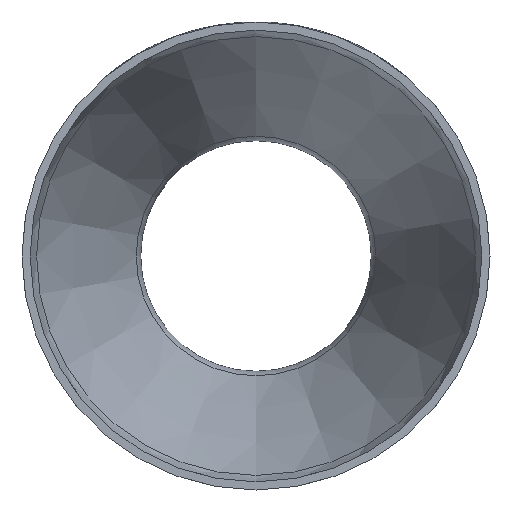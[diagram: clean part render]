
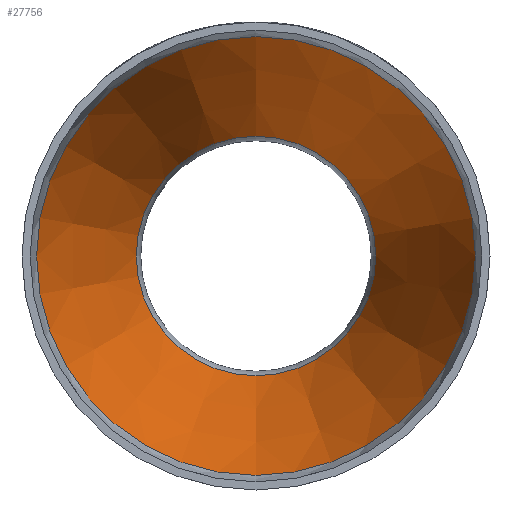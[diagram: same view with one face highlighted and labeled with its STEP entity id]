
A CAD part, front view. The second image highlights one B-rep face of the part: STEP entity #27756.
In plain terms, the highlighted conical face has half-angle 18.65 degrees and reference radius 53.575 mm.
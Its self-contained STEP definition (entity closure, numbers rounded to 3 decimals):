
#2630 = ORIENTED_EDGE ( 'NONE', *, *, #21930, .F. ) ;
#2753 = DIRECTION ( 'NONE',  ( 0., -1., 0. ) ) ;
#3057 = CARTESIAN_POINT ( 'NONE',  ( 0., 44.667, -53.575 ) ) ;
#3135 = DIRECTION ( 'NONE',  ( 0., 0., -1. ) ) ;
#4267 = VERTEX_POINT ( 'NONE', #3057 ) ;
#5190 = CARTESIAN_POINT ( 'NONE',  ( 0., 44.667, 0. ) ) ;
#7609 = EDGE_LOOP ( 'NONE', ( #22548 ) ) ;
#8524 = DIRECTION ( 'NONE',  ( 0., -1., 0. ) ) ;
#8816 = DIRECTION ( 'NONE',  ( 0., 0., -1. ) ) ;
#11754 = DIRECTION ( 'NONE',  ( 0., -1., 0. ) ) ;
#12997 = FACE_OUTER_BOUND ( 'NONE', #7609, .T. ) ;
#13854 = CARTESIAN_POINT ( 'NONE',  ( 0., 44.667, 0. ) ) ;
#15508 = CIRCLE ( 'NONE', #19706, 29.253 ) ;
#15634 = DIRECTION ( 'NONE',  ( 0., 0., -1. ) ) ;
#15966 = AXIS2_PLACEMENT_3D ( 'NONE', #5190, #11754, #3135 ) ;
#17238 = FACE_BOUND ( 'NONE', #27505, .T. ) ;
#19706 = AXIS2_PLACEMENT_3D ( 'NONE', #28823, #8524, #8816 ) ;
#20181 = CIRCLE ( 'NONE', #15966, 53.575 ) ;
#20705 = CONICAL_SURFACE ( 'NONE', #28619, 53.575, 0.325 ) ;
#21930 = EDGE_CURVE ( 'NONE', #26890, #26890, #15508, .T. ) ;
#22548 = ORIENTED_EDGE ( 'NONE', *, *, #25096, .T. ) ;
#24298 = CARTESIAN_POINT ( 'NONE',  ( 0., 116.733, -29.253 ) ) ;
#25096 = EDGE_CURVE ( 'NONE', #4267, #4267, #20181, .T. ) ;
#26890 = VERTEX_POINT ( 'NONE', #24298 ) ;
#27505 = EDGE_LOOP ( 'NONE', ( #2630 ) ) ;
#27756 = ADVANCED_FACE ( 'NONE', ( #17238, #12997 ), #20705, .F. ) ;
#28619 = AXIS2_PLACEMENT_3D ( 'NONE', #13854, #2753, #15634 ) ;
#28823 = CARTESIAN_POINT ( 'NONE',  ( 0., 116.733, 0. ) ) ;
